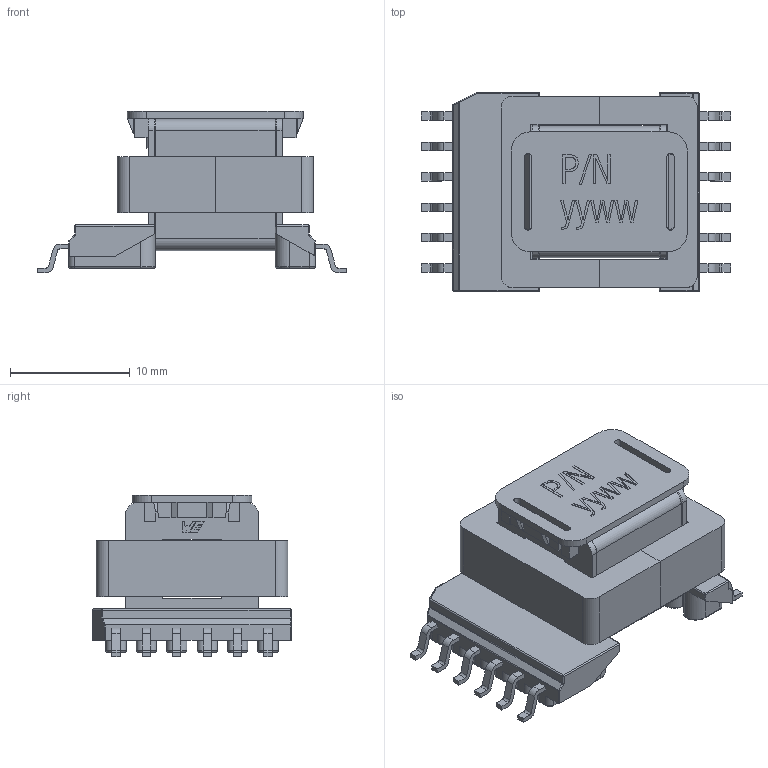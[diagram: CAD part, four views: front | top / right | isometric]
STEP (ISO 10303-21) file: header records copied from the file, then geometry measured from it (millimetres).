
FILE_DESCRIPTION(/* description */ ('Unknown'),/* implementation_level */ '2;1');
FILE_NAME(/* name */ 'T_Wurth_WE-UOST-EE16_8_5',/* time_stamp */ '2025-09-09T15:45:36+08:00',/* author */ ('Unknown'),/* organization */ ('Unknown'),/* preprocessor_version */ 'ST-DEVELOPER v19.4',/* originating_system */ 'Solid Edge',/* authorisation */ 'Unknown');
FILE_SCHEMA (('AUTOMOTIVE_DESIGN {1 0 10303 214 3 1 1}'));
Length unit declared in the file: millimetre
Products named in the file (2): T_Wurth_WE-UOST-EE16_8_5
Assembly tree (1 placements, depth 2):
  T_Wurth_WE-UOST-EE16_8_5
    T_Wurth_WE-UOST-EE16_8_5
Bounding box: 25.81 x 16.6 x 13.5 mm (x, y, z)
Volume: 2538.3 mm3; surface area: 3109.6 mm2
Topology: 4 solids, 8 shells, 702 faces, 1800 edges, 1125 vertices
Faces by surface type: plane 423, cylinder 204, torus 55, sphere 13, bspline 7
Entity records: 25828 total; most frequent: CARTESIAN_POINT 4070, ORIENTED_EDGE 3582, DIRECTION 3503, EDGE_CURVE 1791, LINE 1183, VECTOR 1183, AXIS2_PLACEMENT_3D 1160, VERTEX_POINT 1125
